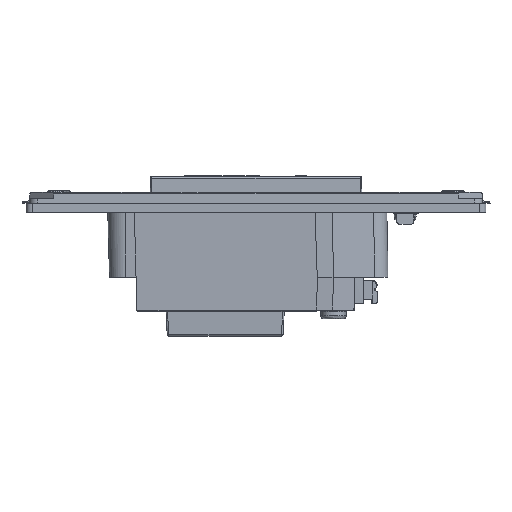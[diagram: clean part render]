
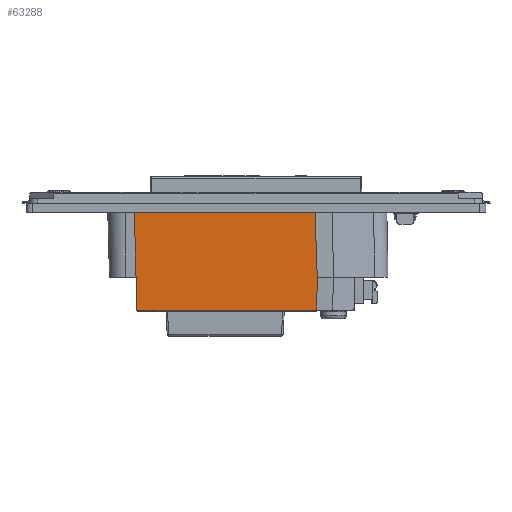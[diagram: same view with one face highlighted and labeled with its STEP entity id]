
A CAD part, left-side view. The second image highlights one B-rep face of the part: STEP entity #63288.
In plain terms, the highlighted planar face has unit normal (-1, 0, -0.026).
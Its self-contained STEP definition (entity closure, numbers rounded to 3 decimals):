
#63235=AXIS2_PLACEMENT_3D('Plane Axis2P3D',#63232,#63233,#63234) ;
#53170=CARTESIAN_POINT('Vertex',(-24.545,37.792,-8.7)) ;
#53173=CARTESIAN_POINT('Line Origine',(-24.545,9.483,-8.7)) ;
#53177=CARTESIAN_POINT('Vertex',(-24.545,-18.825,-8.7)) ;
#53674=CARTESIAN_POINT('Vertex',(-24.545,38.469,-8.697)) ;
#53678=CARTESIAN_POINT('Control Point',(-24.545,37.792,-8.697)) ;
#53679=CARTESIAN_POINT('Control Point',(-24.545,38.469,-8.697)) ;
#53680=CARTESIAN_POINT('Vertex',(-24.545,37.792,-8.697)) ;
#59071=CARTESIAN_POINT('Control Point',(-24.545,37.792,-8.697)) ;
#59072=CARTESIAN_POINT('Control Point',(-24.545,37.792,-8.7)) ;
#63202=CARTESIAN_POINT('Control Point',(-23.976,-19.586,-30.498)) ;
#63203=CARTESIAN_POINT('Control Point',(-24.545,-18.825,-8.7)) ;
#63204=CARTESIAN_POINT('Vertex',(-23.976,-19.586,-30.498)) ;
#63232=CARTESIAN_POINT('Axis2P3D Location',(-24.545,38.921,-8.697)) ;
#63238=CARTESIAN_POINT('Control Point',(-24.545,38.469,-8.697)) ;
#63239=CARTESIAN_POINT('Control Point',(-24.539,38.471,-8.918)) ;
#63240=CARTESIAN_POINT('Control Point',(-24.534,38.472,-9.138)) ;
#63241=CARTESIAN_POINT('Control Point',(-24.528,38.474,-9.359)) ;
#63242=CARTESIAN_POINT('Control Point',(-24.522,38.475,-9.579)) ;
#63243=CARTESIAN_POINT('Control Point',(-24.516,38.476,-9.8)) ;
#63244=CARTESIAN_POINT('Vertex',(-24.516,38.476,-9.8)) ;
#63247=CARTESIAN_POINT('Line Origine',(-24.516,38.684,-9.8)) ;
#63251=CARTESIAN_POINT('Vertex',(-24.516,38.892,-9.8)) ;
#63255=CARTESIAN_POINT('Control Point',(-23.976,38.35,-30.497)) ;
#63256=CARTESIAN_POINT('Control Point',(-24.516,38.892,-9.8)) ;
#63257=CARTESIAN_POINT('Vertex',(-23.976,38.35,-30.497)) ;
#63261=CARTESIAN_POINT('Control Point',(-23.702,38.075,-40.997)) ;
#63262=CARTESIAN_POINT('Control Point',(-23.976,38.35,-30.497)) ;
#63263=CARTESIAN_POINT('Vertex',(-23.702,38.075,-40.997)) ;
#63267=CARTESIAN_POINT('Control Point',(-23.702,-19.403,-41.011)) ;
#63268=CARTESIAN_POINT('Control Point',(-23.702,38.075,-41.011)) ;
#63269=CARTESIAN_POINT('Vertex',(-23.702,-19.403,-40.998)) ;
#63273=CARTESIAN_POINT('Control Point',(-23.976,-19.586,-30.498)) ;
#63274=CARTESIAN_POINT('Control Point',(-23.702,-19.403,-40.998)) ;
#53174=DIRECTION('Vector Direction',(0.,1.,0.)) ;
#63233=DIRECTION('Axis2P3D Direction',(1.,0.,0.026)) ;
#63234=DIRECTION('Axis2P3D XDirection',(0.,-1.,0.)) ;
#63248=DIRECTION('Vector Direction',(0.,-1.,0.)) ;
#53175=VECTOR('Line Direction',#53174,1.) ;
#63249=VECTOR('Line Direction',#63248,1.) ;
#63277=ORIENTED_EDGE('',*,*,#63246,.T.) ;
#63278=ORIENTED_EDGE('',*,*,#63253,.F.) ;
#63279=ORIENTED_EDGE('',*,*,#63259,.F.) ;
#63280=ORIENTED_EDGE('',*,*,#63265,.F.) ;
#63281=ORIENTED_EDGE('',*,*,#63271,.F.) ;
#63282=ORIENTED_EDGE('',*,*,#63275,.F.) ;
#63283=ORIENTED_EDGE('',*,*,#63206,.F.) ;
#63284=ORIENTED_EDGE('',*,*,#53179,.T.) ;
#63285=ORIENTED_EDGE('',*,*,#59073,.F.) ;
#63286=ORIENTED_EDGE('',*,*,#53682,.T.) ;
#63288=ADVANCED_FACE('PartBody',(#63287),#63236,.F.) ;
#53677=B_SPLINE_CURVE_WITH_KNOTS('',1,(#53678,#53679),.UNSPECIFIED.,.F.,.U.,(2,2),(56.618,57.295),.UNSPECIFIED.) ;
#59070=B_SPLINE_CURVE_WITH_KNOTS('',1,(#59071,#59072),.UNSPECIFIED.,.F.,.U.,(2,2),(-0.001,0.001),.UNSPECIFIED.) ;
#63201=B_SPLINE_CURVE_WITH_KNOTS('',1,(#63202,#63203),.UNSPECIFIED.,.F.,.U.,(2,2),(0.,21.819),.UNSPECIFIED.) ;
#63237=B_SPLINE_CURVE_WITH_KNOTS('',5,(#63238,#63239,#63240,#63241,#63242,#63243),.UNSPECIFIED.,.F.,.U.,(6,6),(0.068,1.628),.UNSPECIFIED.) ;
#63254=B_SPLINE_CURVE_WITH_KNOTS('',1,(#63255,#63256),.UNSPECIFIED.,.F.,.U.,(2,2),(0.,20.712),.UNSPECIFIED.) ;
#63260=B_SPLINE_CURVE_WITH_KNOTS('',1,(#63261,#63262),.UNSPECIFIED.,.F.,.U.,(2,2),(0.,10.507),.UNSPECIFIED.) ;
#63266=B_SPLINE_CURVE_WITH_KNOTS('',1,(#63267,#63268),.UNSPECIFIED.,.F.,.U.,(2,2),(0.,57.477),.UNSPECIFIED.) ;
#63272=B_SPLINE_CURVE_WITH_KNOTS('',1,(#63273,#63274),.UNSPECIFIED.,.F.,.U.,(2,2),(0.,10.505),.UNSPECIFIED.) ;
#53179=EDGE_CURVE('',#53178,#53171,#53176,.T.) ;
#53682=EDGE_CURVE('',#53681,#53675,#53677,.T.) ;
#59073=EDGE_CURVE('',#53681,#53171,#59070,.T.) ;
#63206=EDGE_CURVE('',#53178,#63205,#63201,.F.) ;
#63246=EDGE_CURVE('',#53675,#63245,#63237,.T.) ;
#63253=EDGE_CURVE('',#63252,#63245,#63250,.T.) ;
#63259=EDGE_CURVE('',#63258,#63252,#63254,.T.) ;
#63265=EDGE_CURVE('',#63264,#63258,#63260,.T.) ;
#63271=EDGE_CURVE('',#63270,#63264,#63266,.T.) ;
#63275=EDGE_CURVE('',#63205,#63270,#63272,.T.) ;
#63276=EDGE_LOOP('',(#63277,#63278,#63279,#63280,#63281,#63282,#63283,#63284,#63285,#63286)) ;
#63287=FACE_OUTER_BOUND('',#63276,.T.) ;
#53176=LINE('Line',#53173,#53175) ;
#63250=LINE('Line',#63247,#63249) ;
#63236=PLANE('',#63235) ;
#53171=VERTEX_POINT('',#53170) ;
#53178=VERTEX_POINT('',#53177) ;
#53675=VERTEX_POINT('',#53674) ;
#53681=VERTEX_POINT('',#53680) ;
#63205=VERTEX_POINT('',#63204) ;
#63245=VERTEX_POINT('',#63244) ;
#63252=VERTEX_POINT('',#63251) ;
#63258=VERTEX_POINT('',#63257) ;
#63264=VERTEX_POINT('',#63263) ;
#63270=VERTEX_POINT('',#63269) ;
